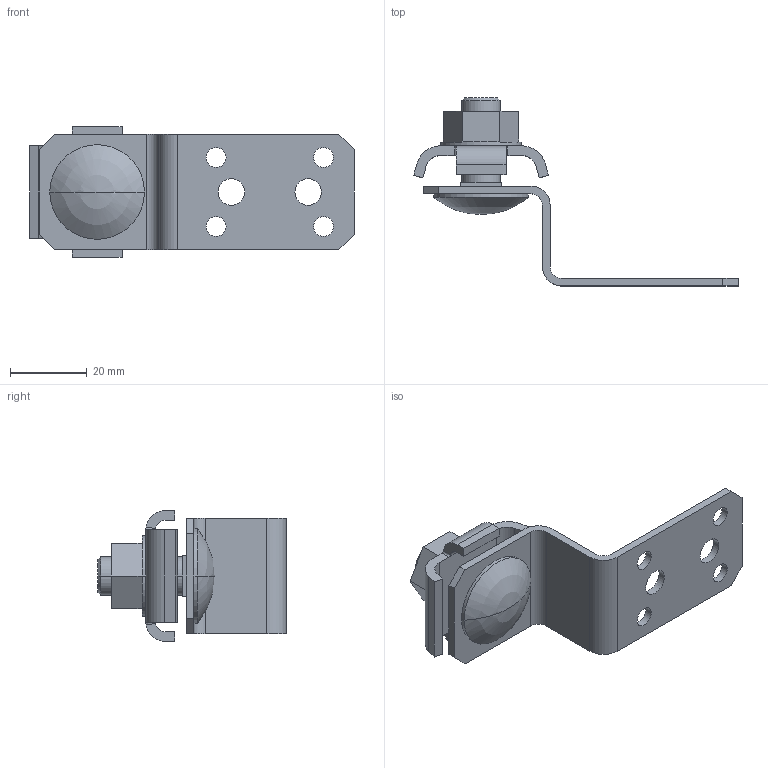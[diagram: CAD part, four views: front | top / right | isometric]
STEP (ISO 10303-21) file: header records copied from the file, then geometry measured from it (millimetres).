
FILE_DESCRIPTION(('Creo Elements/Direct Modeling STEP Export'),'2;1');
FILE_NAME('5320709.stp','2020-11-09T15:23:54',(''),(''),'Creo Elements/Direct Modeling STEP processor for AP214 (Solid Model)','Creo Elements/Direct Modeling 18.0B 02-Dec-2011 (C) Parametric Technology GmbH','');
FILE_SCHEMA(('AUTOMOTIVE_DESIGN { 1 0 10303 214 1 1 1 1 }'));
Length unit declared in the file: millimetre
Products named in the file (6): Anschlusslasche; Klemme-easy; P_0000004661_1_verkürzter_Vierkant; Federscheibe10-01.2.1.2.1; Sechskantmutter_DIN_934-M10; Anschlussklemme
Assembly tree (5 placements, depth 2):
  Anschlussklemme
    Sechskantmutter_DIN_934-M10
    Federscheibe10-01.2.1.2.1
    P_0000004661_1_verkürzter_Vierkant
    Klemme-easy
    Anschlusslasche
Bounding box: 84.55 x 49 x 34 mm (x, y, z)
Volume: 13780.1 mm3; surface area: 12639.7 mm2
Topology: 5 solids, 5 shells, 109 faces, 276 edges, 179 vertices
Faces by surface type: plane 59, cylinder 42, bspline 4, cone 2, sphere 2
Entity records: 3808 total; most frequent: CARTESIAN_POINT 967, ORIENTED_EDGE 548, DIRECTION 518, EDGE_CURVE 274, VERTEX_POINT 179, VECTOR 178, LINE 178, AXIS2_PLACEMENT_3D 170
